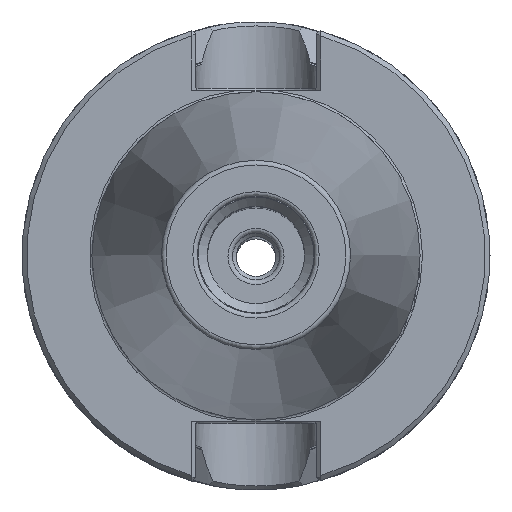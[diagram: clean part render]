
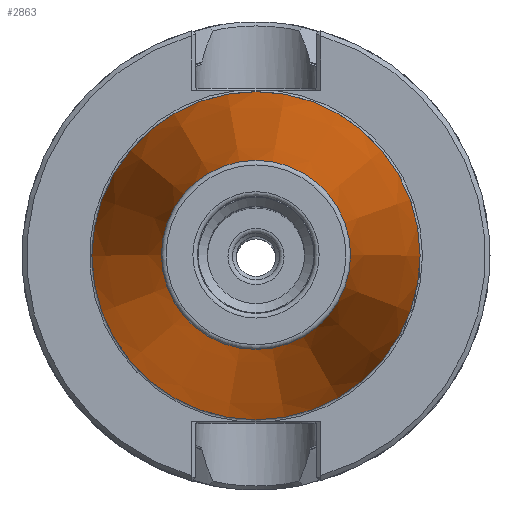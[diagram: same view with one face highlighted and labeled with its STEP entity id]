
A CAD part, top view. The second image highlights one B-rep face of the part: STEP entity #2863.
In plain terms, the highlighted conical face has half-angle 8.297 degrees and reference radius 20.204 mm.
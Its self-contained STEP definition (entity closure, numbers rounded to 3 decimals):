
#363=ORIENTED_EDGE('',*,*,#803,.T.);
#364=ORIENTED_EDGE('',*,*,#802,.F.);
#802=EDGE_CURVE('',#1036,#1036,#1218,.T.);
#803=EDGE_CURVE('',#1037,#1037,#1219,.T.);
#1036=VERTEX_POINT('',#3958);
#1037=VERTEX_POINT('',#3961);
#1218=CIRCLE('',#3047,20.204);
#1219=CIRCLE('',#3049,35.065);
#1371=EDGE_LOOP('',(#363));
#1372=EDGE_LOOP('',(#364));
#1607=FACE_BOUND('',#1371,.T.);
#1608=FACE_BOUND('',#1372,.T.);
#1791=CONICAL_SURFACE('',#3048,20.204,0.145);
#2863=ADVANCED_FACE('',(#1607,#1608),#1791,.T.);
#3047=AXIS2_PLACEMENT_3D('',#3957,#3383,#3384);
#3048=AXIS2_PLACEMENT_3D('',#3959,#3385,#3386);
#3049=AXIS2_PLACEMENT_3D('',#3960,#3387,#3388);
#3383=DIRECTION('',(0.,0.,1.));
#3384=DIRECTION('',(1.,0.,0.));
#3385=DIRECTION('',(0.,0.,-1.));
#3386=DIRECTION('',(-1.,0.,0.));
#3387=DIRECTION('',(0.,0.,1.));
#3388=DIRECTION('',(1.,0.,0.));
#3957=CARTESIAN_POINT('',(0.,0.,100.944));
#3958=CARTESIAN_POINT('',(20.204,0.,100.944));
#3959=CARTESIAN_POINT('',(0.,0.,100.944));
#3960=CARTESIAN_POINT('',(0.,0.,-0.963));
#3961=CARTESIAN_POINT('',(35.065,0.,-0.963));
